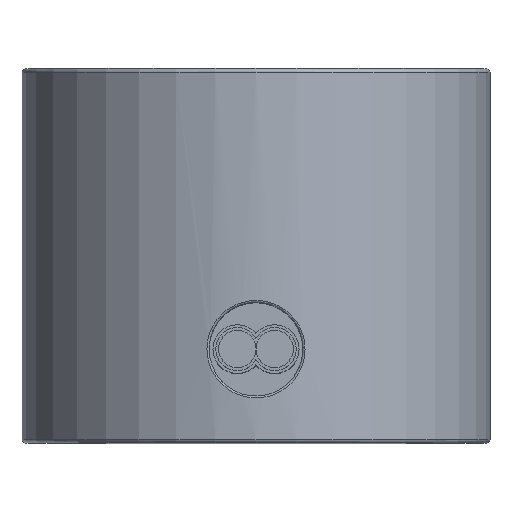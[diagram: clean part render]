
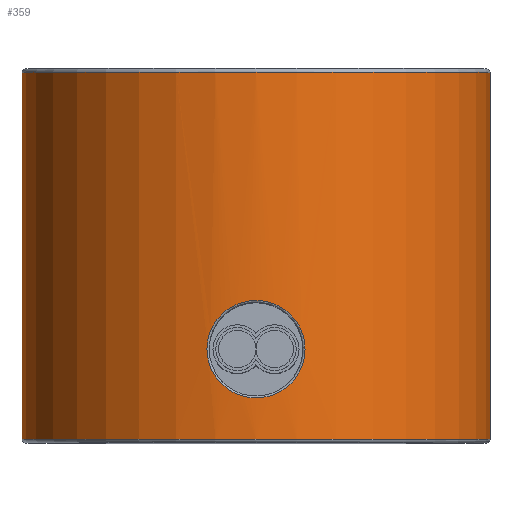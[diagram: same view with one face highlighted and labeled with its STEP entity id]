
A CAD part, top view. The second image highlights one B-rep face of the part: STEP entity #359.
In plain terms, the highlighted cylindrical face has radius 12.5 mm (diameter 25 mm), a full revolution.
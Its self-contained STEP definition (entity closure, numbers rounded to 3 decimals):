
#20=B_SPLINE_CURVE_WITH_KNOTS('',3,(#743,#744,#745,#746,#747,#748,#749,
#750,#751,#752,#753,#754,#755,#756,#757,#758,#759),.UNSPECIFIED.,.T.,.F.,
(4,1,1,1,1,1,1,1,1,1,1,1,1,1,4),(-1.511,-1.403,-1.295,
-1.187,-1.079,-1.025,-0.864,
-0.756,-0.648,-0.612,-0.432,
-0.324,-0.216,-0.162,0.),
 .UNSPECIFIED.);
#24=FACE_BOUND('',#78,.T.);
#50=FACE_OUTER_BOUND('',#77,.T.);
#77=EDGE_LOOP('',(#277,#278,#279,#280,#281,#282));
#78=EDGE_LOOP('',(#283));
#109=CIRCLE('',#414,12.5);
#110=CIRCLE('',#415,12.5);
#111=CIRCLE('',#416,12.5);
#112=CIRCLE('',#417,12.5);
#135=LINE('',#769,#146);
#146=VECTOR('',#513,12.5);
#161=VERTEX_POINT('',#719);
#165=VERTEX_POINT('',#765);
#166=VERTEX_POINT('',#766);
#167=VERTEX_POINT('',#768);
#168=VERTEX_POINT('',#770);
#203=EDGE_CURVE('',#161,#161,#20,.T.);
#206=EDGE_CURVE('',#165,#166,#109,.T.);
#207=EDGE_CURVE('',#165,#167,#135,.T.);
#208=EDGE_CURVE('',#168,#167,#110,.T.);
#209=EDGE_CURVE('',#167,#168,#111,.T.);
#210=EDGE_CURVE('',#166,#165,#112,.T.);
#277=ORIENTED_EDGE('',*,*,#206,.F.);
#278=ORIENTED_EDGE('',*,*,#207,.T.);
#279=ORIENTED_EDGE('',*,*,#208,.F.);
#280=ORIENTED_EDGE('',*,*,#209,.F.);
#281=ORIENTED_EDGE('',*,*,#207,.F.);
#282=ORIENTED_EDGE('',*,*,#210,.F.);
#283=ORIENTED_EDGE('',*,*,#203,.F.);
#331=CYLINDRICAL_SURFACE('',#413,12.5);
#359=ADVANCED_FACE('',(#50,#24),#331,.T.);
#413=AXIS2_PLACEMENT_3D('',#764,#509,#510);
#414=AXIS2_PLACEMENT_3D('',#767,#511,#512);
#415=AXIS2_PLACEMENT_3D('',#771,#514,#515);
#416=AXIS2_PLACEMENT_3D('',#772,#516,#517);
#417=AXIS2_PLACEMENT_3D('',#773,#518,#519);
#509=DIRECTION('center_axis',(0.,1.,0.));
#510=DIRECTION('ref_axis',(1.,0.,0.));
#511=DIRECTION('center_axis',(0.,1.,0.));
#512=DIRECTION('ref_axis',(1.,0.,0.));
#513=DIRECTION('',(0.,-1.,0.));
#514=DIRECTION('center_axis',(0.,-1.,0.));
#515=DIRECTION('ref_axis',(1.,0.,0.));
#516=DIRECTION('center_axis',(0.,-1.,0.));
#517=DIRECTION('ref_axis',(1.,0.,0.));
#518=DIRECTION('center_axis',(0.,1.,0.));
#519=DIRECTION('ref_axis',(1.,0.,0.));
#719=CARTESIAN_POINT('',(2.621,5.,12.222));
#743=CARTESIAN_POINT('Ctrl Pts',(2.621,5.,12.222));
#744=CARTESIAN_POINT('Ctrl Pts',(2.621,5.39,12.222));
#745=CARTESIAN_POINT('Ctrl Pts',(2.44,6.169,12.263));
#746=CARTESIAN_POINT('Ctrl Pts',(1.691,7.101,12.397));
#747=CARTESIAN_POINT('Ctrl Pts',(0.605,7.621,12.504));
#748=CARTESIAN_POINT('Ctrl Pts',(-0.403,7.621,12.504));
#749=CARTESIAN_POINT('Ctrl Pts',(-1.523,7.233,12.425));
#750=CARTESIAN_POINT('Ctrl Pts',(-2.397,6.366,12.273));
#751=CARTESIAN_POINT('Ctrl Pts',(-2.711,4.999,12.202));
#752=CARTESIAN_POINT('Ctrl Pts',(-2.5,4.091,12.249));
#753=CARTESIAN_POINT('Ctrl Pts',(-1.913,3.078,12.36));
#754=CARTESIAN_POINT('Ctrl Pts',(-0.878,2.376,12.506));
#755=CARTESIAN_POINT('Ctrl Pts',(0.607,2.38,12.504));
#756=CARTESIAN_POINT('Ctrl Pts',(1.509,2.813,12.416));
#757=CARTESIAN_POINT('Ctrl Pts',(2.345,3.64,12.287));
#758=CARTESIAN_POINT('Ctrl Pts',(2.621,4.415,12.222));
#759=CARTESIAN_POINT('Ctrl Pts',(2.621,5.,12.222));
#764=CARTESIAN_POINT('Origin',(0.,0.,0.));
#765=CARTESIAN_POINT('',(-12.5,19.8,0.));
#766=CARTESIAN_POINT('',(0.,19.8,-12.5));
#767=CARTESIAN_POINT('Origin',(0.,19.8,0.));
#768=CARTESIAN_POINT('',(-12.5,0.2,0.));
#769=CARTESIAN_POINT('',(-12.5,0.,0.));
#770=CARTESIAN_POINT('',(0.,0.2,-12.5));
#771=CARTESIAN_POINT('Origin',(0.,0.2,0.));
#772=CARTESIAN_POINT('Origin',(0.,0.2,0.));
#773=CARTESIAN_POINT('Origin',(0.,19.8,0.));
